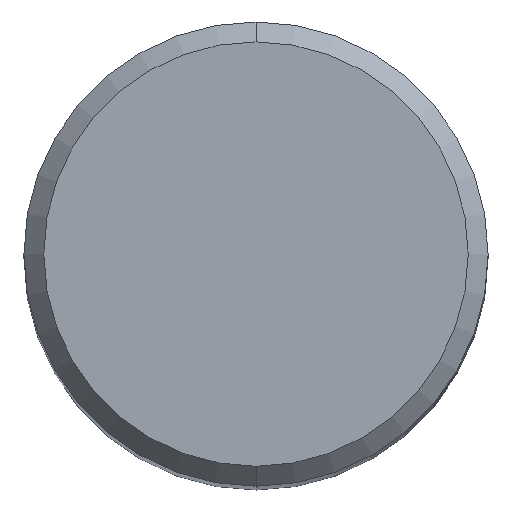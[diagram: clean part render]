
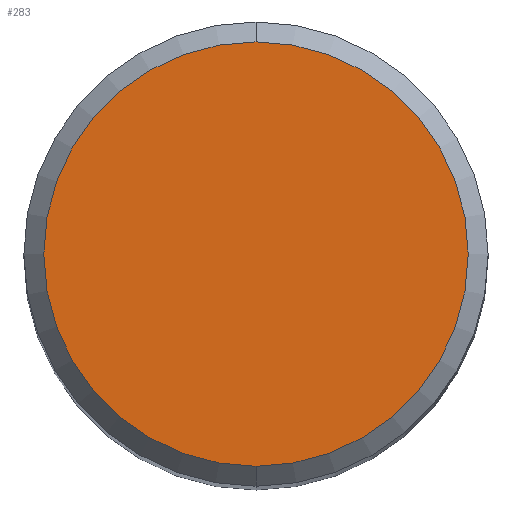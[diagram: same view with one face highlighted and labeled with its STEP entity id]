
A CAD part, top view. The second image highlights one B-rep face of the part: STEP entity #283.
In plain terms, the highlighted planar face has unit normal (0, 0, 1).
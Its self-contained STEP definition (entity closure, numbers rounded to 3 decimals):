
#219=VERTEX_POINT('',#528);
#283=ADVANCED_FACE('',(#599),#600,.T.);
#287=EDGE_CURVE('',#219,#299,#605,.T.);
#299=VERTEX_POINT('',#618);
#439=EDGE_CURVE('',#299,#219,#772,.T.);
#528=CARTESIAN_POINT('',(0.,-6.4,0.0));
#599=FACE_OUTER_BOUND('',#1063,.T.);
#600=PLANE('',#1064);
#605=CIRCLE('',#1070,6.4);
#618=CARTESIAN_POINT('',(0.0,6.4,0.0));
#772=CIRCLE('',#1478,6.4);
#1063=EDGE_LOOP('',(#1634,#1635));
#1064=AXIS2_PLACEMENT_3D('',#1636,#1637,#1638);
#1070=AXIS2_PLACEMENT_3D('',#1648,#1649,#1650);
#1478=AXIS2_PLACEMENT_3D('',#1830,#1831,#1832);
#1634=ORIENTED_EDGE('',*,*,#439,.F.);
#1635=ORIENTED_EDGE('',*,*,#287,.F.);
#1636=CARTESIAN_POINT('',(0.0,3.2,0.0));
#1637=DIRECTION('',(-0.0,0.0,1.0));
#1638=DIRECTION('',(0.0,-1.0,0.0));
#1648=CARTESIAN_POINT('',(0.0,0.0,0.0));
#1649=DIRECTION('',(0.0,0.0,-1.0));
#1650=DIRECTION('',(0.0,1.0,0.0));
#1830=CARTESIAN_POINT('',(0.0,0.0,0.0));
#1831=DIRECTION('',(0.0,0.0,-1.0));
#1832=DIRECTION('',(0.0,1.0,0.0));
